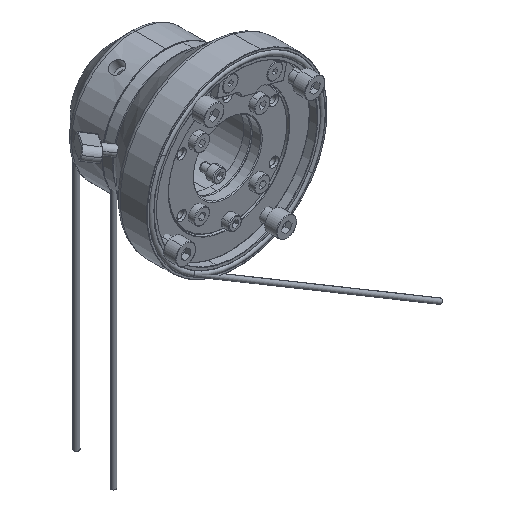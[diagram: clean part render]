
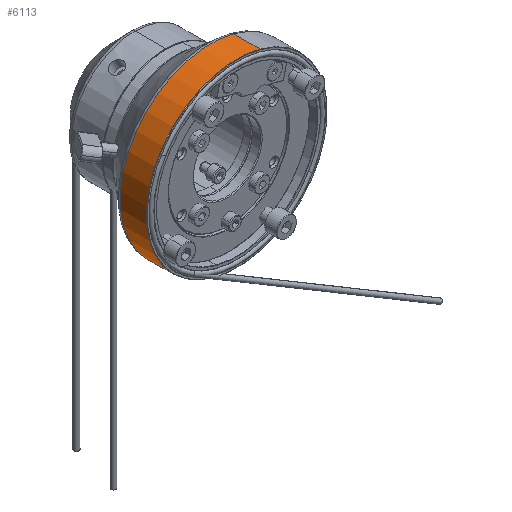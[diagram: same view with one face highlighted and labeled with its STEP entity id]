
A CAD part, isometric view. The second image highlights one B-rep face of the part: STEP entity #6113.
In plain terms, the highlighted cylindrical face has radius 59 mm (diameter 118 mm), a partial arc.
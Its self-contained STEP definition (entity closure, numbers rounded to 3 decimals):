
#5354 = VERTEX_POINT ( 'NONE', #13891 ) ;
#5356 = EDGE_CURVE ( 'NONE', #5357, #5354, #13890, .T. ) ;
#5357 = VERTEX_POINT ( 'NONE', #13885 ) ;
#5979 = ORIENTED_EDGE ( 'NONE', *, *, #5356, .T. ) ;
#5980 = ORIENTED_EDGE ( 'NONE', *, *, #5981, .T. ) ;
#5981 = EDGE_CURVE ( 'NONE', #5354, #5982, #15074, .T. ) ;
#5982 = VERTEX_POINT ( 'NONE', #15070 ) ;
#5983 = ORIENTED_EDGE ( 'NONE', *, *, #5984, .F. ) ;
#5984 = EDGE_CURVE ( 'NONE', #5985, #5982, #15069, .T. ) ;
#5985 = VERTEX_POINT ( 'NONE', #15064 ) ;
#6113 = ADVANCED_FACE ( 'NONE', ( #15316 ), #15314, .T. ) ;
#6114 = EDGE_LOOP ( 'NONE', ( #5979, #5980, #5983, #6279 ) ) ;
#6279 = ORIENTED_EDGE ( 'NONE', *, *, #6280, .F. ) ;
#6280 = EDGE_CURVE ( 'NONE', #5357, #5985, #15813, .T. ) ;
#13885 = CARTESIAN_POINT ( 'NONE',  ( -59., 0., -0.2 ) ) ;
#13886 = DIRECTION ( 'NONE',  ( -1., 0., 0. ) ) ;
#13887 = DIRECTION ( 'NONE',  ( 0., 0., -1. ) ) ;
#13888 = CARTESIAN_POINT ( 'NONE',  ( 0., 0., -0.2 ) ) ;
#13889 = AXIS2_PLACEMENT_3D ( 'NONE', #13888, #13887, #13886 ) ;
#13890 = CIRCLE ( 'NONE', #13889, 59. ) ;
#13891 = CARTESIAN_POINT ( 'NONE',  ( 59., 0., -0.2 ) ) ;
#15064 = CARTESIAN_POINT ( 'NONE',  ( -59., 0., -17.406 ) ) ;
#15065 = DIRECTION ( 'NONE',  ( -1., 0., 0. ) ) ;
#15066 = DIRECTION ( 'NONE',  ( 0., 0., -1. ) ) ;
#15067 = CARTESIAN_POINT ( 'NONE',  ( 0., 0., -17.406 ) ) ;
#15068 = AXIS2_PLACEMENT_3D ( 'NONE', #15067, #15066, #15065 ) ;
#15069 = CIRCLE ( 'NONE', #15068, 59. ) ;
#15070 = CARTESIAN_POINT ( 'NONE',  ( 59., 0., -17.406 ) ) ;
#15071 = DIRECTION ( 'NONE',  ( 0., 0., -1. ) ) ;
#15072 = VECTOR ( 'NONE', #15071, 1000. ) ;
#15073 = CARTESIAN_POINT ( 'NONE',  ( 59., 0., -62.093 ) ) ;
#15074 = LINE ( 'NONE', #15073, #15072 ) ;
#15311 = DIRECTION ( 'NONE',  ( 0., 0., -1. ) ) ;
#15312 = CARTESIAN_POINT ( 'NONE',  ( 0., 0., -62.093 ) ) ;
#15313 = AXIS2_PLACEMENT_3D ( 'NONE', #15312, #15311, #15377 ) ;
#15314 = CYLINDRICAL_SURFACE ( 'NONE', #15313, 59. ) ;
#15316 = FACE_OUTER_BOUND ( 'NONE', #6114, .T. ) ;
#15377 = DIRECTION ( 'NONE',  ( -1., 0., 0. ) ) ;
#15810 = DIRECTION ( 'NONE',  ( 0., 0., -1. ) ) ;
#15811 = VECTOR ( 'NONE', #15810, 1000. ) ;
#15812 = CARTESIAN_POINT ( 'NONE',  ( -59., 0., -62.093 ) ) ;
#15813 = LINE ( 'NONE', #15812, #15811 ) ;
